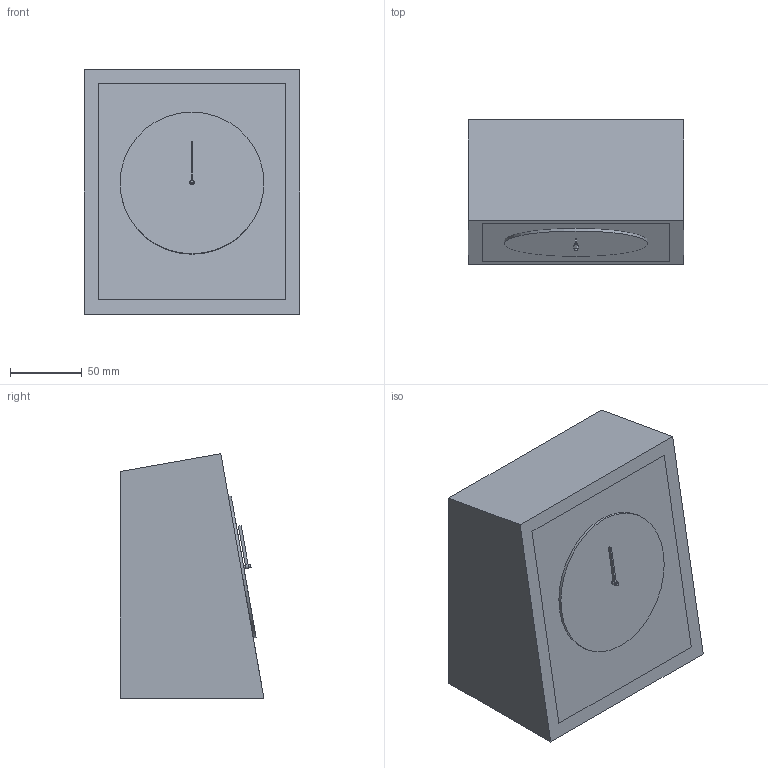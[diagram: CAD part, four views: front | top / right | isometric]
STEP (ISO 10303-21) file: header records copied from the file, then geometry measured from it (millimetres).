
FILE_DESCRIPTION(/* description */ (''),/* implementation_level */ '2;1');
FILE_NAME(/* name */ '5d6ff4ad-1323-4f6e-94ba-3ad42fa61e50.stp',/* time_stamp */ '2022-02-09T05:17:27+00:00',/* author */ (''),/* organization */ (''),/* preprocessor_version */ 'ST-DEVELOPER v18.1',/* originating_system */ 'Autodesk Translation Framework v10.13.0.1454',/* authorisation */ '');
FILE_SCHEMA (('AUTOMOTIVE_DESIGN { 1 0 10303 214 3 1 1 }'));
Length unit declared in the file: millimetre
Products named in the file (7): Clock2; Body; Front; Back; Dial; Axis; Hand
Assembly tree (6 placements, depth 2):
  Clock2
    Body
    Front
    Back
    Dial
    Axis
    Hand
Bounding box: 150 x 100 x 170 mm (x, y, z)
Volume: 797570.4 mm3; surface area: 212874.6 mm2
Topology: 6 solids, 6 shells, 40 faces, 84 edges, 56 vertices
Faces by surface type: plane 34, cylinder 6
Full cylindrical faces by diameter (mm): 2 x3, 100 x1
Entity records: 1324 total; most frequent: DIRECTION 202, CARTESIAN_POINT 193, ORIENTED_EDGE 168, EDGE_CURVE 84, LINE 72, VECTOR 72, AXIS2_PLACEMENT_3D 65, VERTEX_POINT 56
